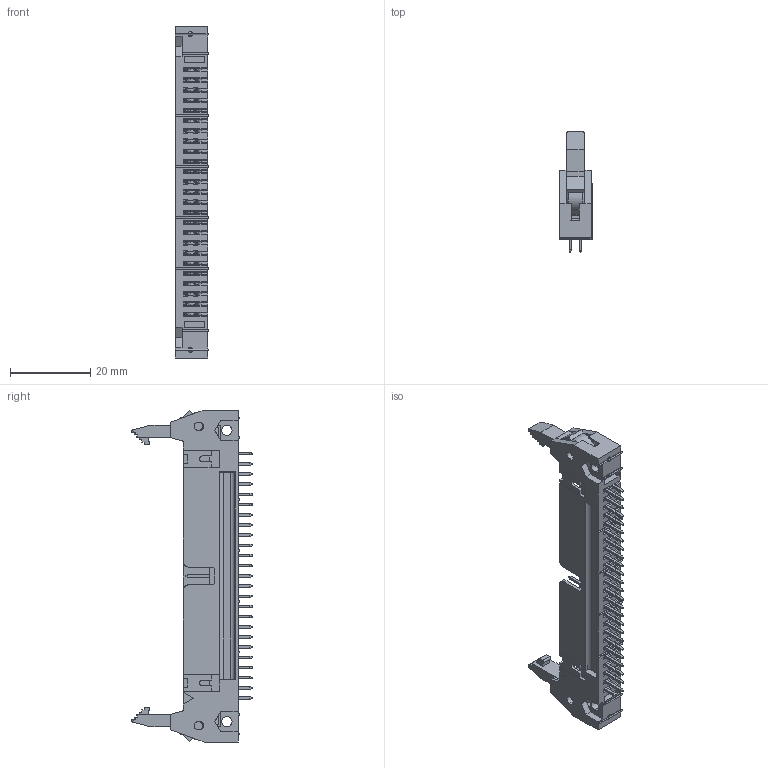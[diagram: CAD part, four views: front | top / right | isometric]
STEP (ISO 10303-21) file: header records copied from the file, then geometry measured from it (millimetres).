
FILE_DESCRIPTION((''),'2;1');
FILE_NAME('71918_Y50_ASM','2006-12-07T',('DaLegrand'),('FCI - CDC Division'),'PRO/ENGINEER BY PARAMETRIC TECHNOLOGY CORPORATION, 2004490','PRO/ENGINEER BY PARAMETRIC TECHNOLOGY CORPORATION, 2004490','');
FILE_SCHEMA(('CONFIG_CONTROL_DESIGN'));
Length unit declared in the file: millimetre
Products named in the file (4): 67017_Y50; 77391_Y22; 67018_001; 71918_Y50_ASM
Assembly tree (53 placements, depth 2):
  71918_Y50_ASM
    67017_Y50
    77391_Y22  x50
    67018_001  x2
Bounding box: 8.4 x 29.99 x 82.8 mm (x, y, z)
Volume: 5826.7 mm3; surface area: 9978.3 mm2
Topology: 53 solids, 53 shells, 2208 faces, 5831 edges, 3719 vertices
Faces by surface type: plane 1944, cylinder 240, torus 10, sphere 8, cone 4, bspline 2
Entity records: 46636 total; most frequent: CARTESIAN_POINT 8500, ORIENTED_EDGE 8148, DIRECTION 7320, EDGE_CURVE 4074, VECTOR 3778, LINE 3778, VERTEX_POINT 2619, AXIS2_PLACEMENT_3D 1771
